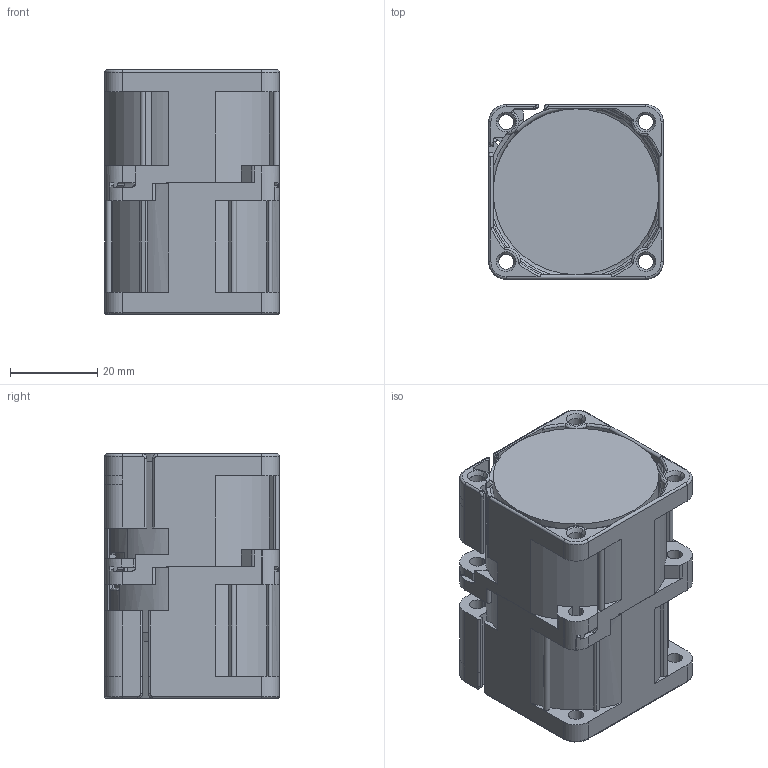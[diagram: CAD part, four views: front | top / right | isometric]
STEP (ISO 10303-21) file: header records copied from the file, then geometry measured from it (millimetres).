
FILE_DESCRIPTION((''),'2;1');
FILE_NAME('TGD0412HS-00EA8_ASM','2019-11-05T',('VINCENT.YEN'),(''),'CREO PARAMETRIC BY PTC INC, 2015080','CREO PARAMETRIC BY PTC INC, 2015080','');
FILE_SCHEMA(('CONFIG_CONTROL_DESIGN'));
Length unit declared in the file: millimetre
Products named in the file (4): MSBR-3_1; MSBR-2_1; MSBR-1_1; TGD0412HS-00EA8_ASM
Assembly tree (3 placements, depth 2):
  TGD0412HS-00EA8_ASM
    MSBR-3_1
    MSBR-2_1
    MSBR-1_1
Bounding box: 40 x 40 x 56 mm (x, y, z)
Volume: 81204.6 mm3; surface area: 20896.5 mm2
Topology: 3 solids, 3 shells, 523 faces, 1568 edges, 1044 vertices
Faces by surface type: cylinder 216, plane 196, torus 46, cone 34, bspline 31
Entity records: 21456 total; most frequent: CARTESIAN_POINT 7185, ORIENTED_EDGE 3136, DIRECTION 2933, EDGE_CURVE 1568, AXIS2_PLACEMENT_3D 1117, VERTEX_POINT 1044, VECTOR 699, LINE 699
